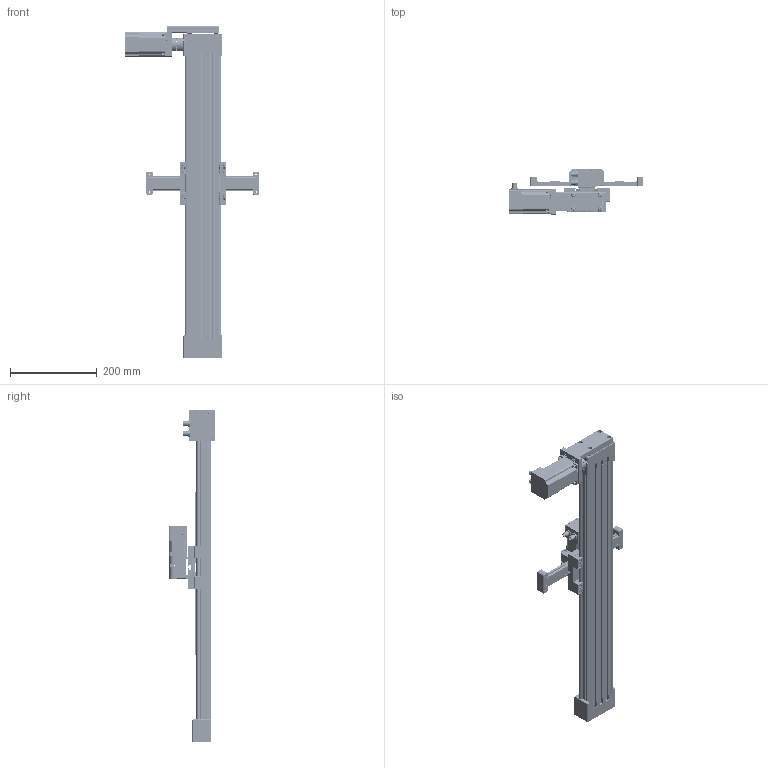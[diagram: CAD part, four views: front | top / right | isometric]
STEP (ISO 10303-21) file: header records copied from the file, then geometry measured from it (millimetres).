
FILE_DESCRIPTION(/* description */ ('Linienportal / line gantry'),/* implementation_level */ '2;1');
FILE_NAME(/* name */ 'DLE-LG-0001.stp',/* time_stamp */ '2018-10-04T11:24:15+02:00',/* author */ ('otreun'),/* organization */ (''),/* preprocessor_version */ 'ST-DEVELOPER v17',/* originating_system */ 'Autodesk Inventor 2018',/* authorisation */ '');
FILE_SCHEMA (('AUTOMOTIVE_DESIGN { 1 0 10303 214 3 1 1 }'));
Products named in the file (60): DLE-LG-0001; ZLW-1080-konfig; ZSX-108001; ZTL-108001; ZTZ-108001; ZTY-108001; SAWT-104002; ZTF-108002; ZTY-108002; ZTZ-108002; SAWT-104001; ZTY-104035; NOR-20901; NOR-10604; JTEM-10; ZS-108001; ZSY-108001; WJUM-11-10; WM-01-10; JUMO-01-10-S; NOR-10601; ZR-104001-konfig; ZR-104001-XX; ZSY-104002; NOR-10703; MK-0107; COU-AR-K-063-100-32-32-B-AAAA; MOT-AN-S-060-020-056-M-C-AAAC; MF-1040-NEMA23-S; ZTY-104004; ZTY-104010; MH-06; NOR-10517; NOR-10523; NOR-11003; NOR-20114; AK-0021; SWY-108003; NOR-10617; NOR-10412 ...
Assembly tree (134 placements, depth 5):
  DLE-LG-0001
    ZLW-1080-konfig
      ZSX-108001
      ZTL-108001
        ZTZ-108001
        ZTY-108001
        ZTY-104035  x2
        JTEM-10  x4
        NOR-10604  x4
        NOR-10606  x2
        NOR-20901  x2
        NOR-10412  x4
        SAWT-104002
      ZTF-108002
        ZTY-108002
        ZTZ-108002
        ZTY-104035  x2
        SAWT-104001
        JTEM-10  x2
        NOR-10604  x4
        NOR-10606  x2
        NOR-20901  x2
      ZS-108001
        ZSY-108001
        WJUM-11-10  x4
          WM-01-10
          JUMO-01-10-S
        NOR-10601  x4
      ZR-104001-konfig
        ZR-104001-XX
        NOR-10703  x2
        ZSY-104002  x2
      MK-0107
        COU-AR-K-063-100-32-32-B-AAAA
        MOT-AN-S-060-020-056-M-C-AAAC
        MF-1040-NEMA23-S
          ZTY-104004
          ZTY-104010
          MH-06  x2
          NOR-10517  x2
          NOR-10523  x4
          NOR-11003  x4
          NOR-20114  x4
    AK-0021
      SWY-108003
      NOR-10617  x4
      NOR-10412  x4
      NOR-20602  x4
      NOR-10606  x4
    GRW-0630
      WSQ-06-301
      LT-GRW-0630  x2
        STY-063001xxx
        NOR-10435
        NOR-10228
      1
      LW-GRW-0630
        Wange
        #155631
        WJQM-01-06  x4
Bounding box: 310.25 x 105.5 x 764 mm (x, y, z)
Volume: 1553901.6 mm3; surface area: 901486.4 mm2
Topology: 132 solids, 140 shells, 6663 faces, 18193 edges, 11972 vertices
Faces by surface type: plane 3709, cylinder 1862, cone 457, bspline 291, torus 212, sphere 132
Full cylindrical faces by diameter (mm): 1 x26, 1.3 x2, 1.8 x9, 2 x32, 2.013 x11, 2.1 x2, 2.459 x13, 2.5 x10, 2.75 x4, 2.8 x4, 2.9 x4, 3 x23, 3.2 x5, 3.242 x24, 3.4 x4, 3.459 x8, 4 x34, 4.018 x4, 4.1 x4, 4.134 x12, 4.2 x10, 4.3 x4, 4.459 x4, 4.9 x4, 4.917 x18, 5 x34, 5.5 x32, 5.96 x4, 6 x32, 6.35 x1
Entity records: 155521 total; most frequent: CARTESIAN_POINT 32335, ORIENTED_EDGE 25312, DIRECTION 24541, EDGE_CURVE 12656, VERTEX_POINT 8415, AXIS2_PLACEMENT_3D 8240, LINE 8061, VECTOR 8061
